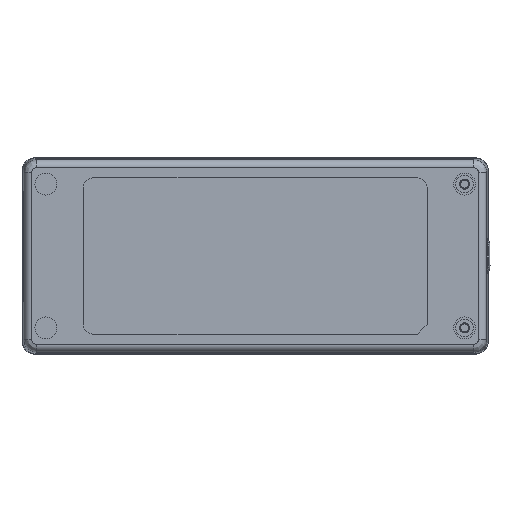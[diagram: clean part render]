
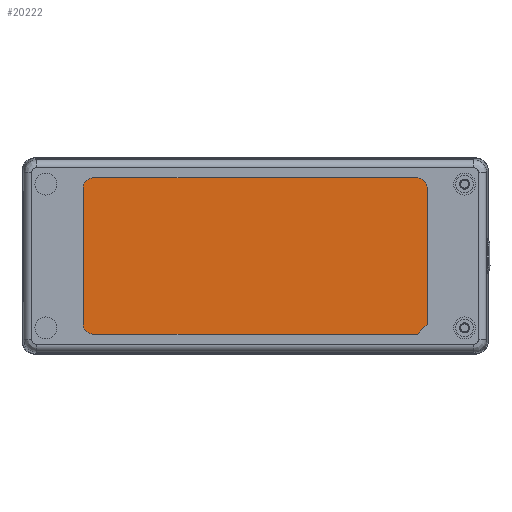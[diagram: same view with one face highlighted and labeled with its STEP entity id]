
A CAD part, front view. The second image highlights one B-rep face of the part: STEP entity #20222.
In plain terms, the highlighted planar face has unit normal (0, -1, 0).
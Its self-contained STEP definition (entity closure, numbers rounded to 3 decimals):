
#9336=DIRECTION('',(-0.707,0.,-0.707));
#9337=VECTOR('',#9336,4.243);
#9338=CARTESIAN_POINT('',(55.,0.4,-22.));
#9339=LINE('',#9338,#9337);
#9340=DIRECTION('',(-1.,0.,0.));
#9341=VECTOR('',#9340,104.);
#9342=CARTESIAN_POINT('',(52.,0.4,-25.));
#9343=LINE('',#9342,#9341);
#9344=CARTESIAN_POINT('',(-52.,0.4,-22.));
#9345=DIRECTION('',(0.,1.,0.));
#9346=DIRECTION('',(0.,0.,-1.));
#9347=AXIS2_PLACEMENT_3D('',#9344,#9345,#9346);
#9349=DIRECTION('',(0.,0.,1.));
#9350=VECTOR('',#9349,44.);
#9351=CARTESIAN_POINT('',(-55.,0.4,-22.));
#9352=LINE('',#9351,#9350);
#9353=CARTESIAN_POINT('',(-52.,0.4,22.));
#9354=DIRECTION('',(0.,1.,0.));
#9355=DIRECTION('',(-1.,0.,0.));
#9356=AXIS2_PLACEMENT_3D('',#9353,#9354,#9355);
#9358=DIRECTION('',(1.,0.,0.));
#9359=VECTOR('',#9358,104.);
#9360=CARTESIAN_POINT('',(-52.,0.4,25.));
#9361=LINE('',#9360,#9359);
#9362=CARTESIAN_POINT('',(52.,0.4,22.));
#9363=DIRECTION('',(0.,1.,0.));
#9364=DIRECTION('',(0.,0.,1.));
#9365=AXIS2_PLACEMENT_3D('',#9362,#9363,#9364);
#9367=DIRECTION('',(0.,0.,-1.));
#9368=VECTOR('',#9367,44.);
#9369=CARTESIAN_POINT('',(55.,0.4,22.));
#9370=LINE('',#9369,#9368);
#10927=CARTESIAN_POINT('',(52.,0.4,-25.));
#10928=VERTEX_POINT('',#10927);
#10929=CARTESIAN_POINT('',(-52.,0.4,-25.));
#10930=VERTEX_POINT('',#10929);
#10931=CARTESIAN_POINT('',(55.,0.4,-22.));
#10932=VERTEX_POINT('',#10931);
#10933=CARTESIAN_POINT('',(-55.,0.4,-22.));
#10934=VERTEX_POINT('',#10933);
#10935=CARTESIAN_POINT('',(-55.,0.4,22.));
#10936=VERTEX_POINT('',#10935);
#10937=CARTESIAN_POINT('',(-52.,0.4,25.));
#10938=VERTEX_POINT('',#10937);
#10939=CARTESIAN_POINT('',(52.,0.4,25.));
#10940=VERTEX_POINT('',#10939);
#10941=CARTESIAN_POINT('',(55.,0.4,22.));
#10942=VERTEX_POINT('',#10941);
#20201=CARTESIAN_POINT('',(0.,0.4,0.));
#20202=DIRECTION('',(0.,-1.,0.));
#20203=DIRECTION('',(1.,0.,0.));
#20204=AXIS2_PLACEMENT_3D('',#20201,#20202,#20203);
#20205=PLANE('',#20204);
#20206=ORIENTED_EDGE('',*,*,#20192,.T.);
#20207=ORIENTED_EDGE('',*,*,#20182,.T.);
#20209=ORIENTED_EDGE('',*,*,#20208,.T.);
#20211=ORIENTED_EDGE('',*,*,#20210,.T.);
#20213=ORIENTED_EDGE('',*,*,#20212,.T.);
#20215=ORIENTED_EDGE('',*,*,#20214,.T.);
#20217=ORIENTED_EDGE('',*,*,#20216,.T.);
#20219=ORIENTED_EDGE('',*,*,#20218,.T.);
#20220=EDGE_LOOP('',(#20206,#20207,#20209,#20211,#20213,#20215,#20217,#20219));
#20221=FACE_OUTER_BOUND('',#20220,.F.);
#20222=ADVANCED_FACE('',(#20221),#20205,.T.);
#9348=CIRCLE('',#9347,3.);
#9357=CIRCLE('',#9356,3.);
#9366=CIRCLE('',#9365,3.);
#20182=EDGE_CURVE('',#10928,#10930,#9343,.T.);
#20192=EDGE_CURVE('',#10932,#10928,#9339,.T.);
#20208=EDGE_CURVE('',#10930,#10934,#9348,.T.);
#20210=EDGE_CURVE('',#10934,#10936,#9352,.T.);
#20212=EDGE_CURVE('',#10936,#10938,#9357,.T.);
#20214=EDGE_CURVE('',#10938,#10940,#9361,.T.);
#20216=EDGE_CURVE('',#10940,#10942,#9366,.T.);
#20218=EDGE_CURVE('',#10942,#10932,#9370,.T.);
